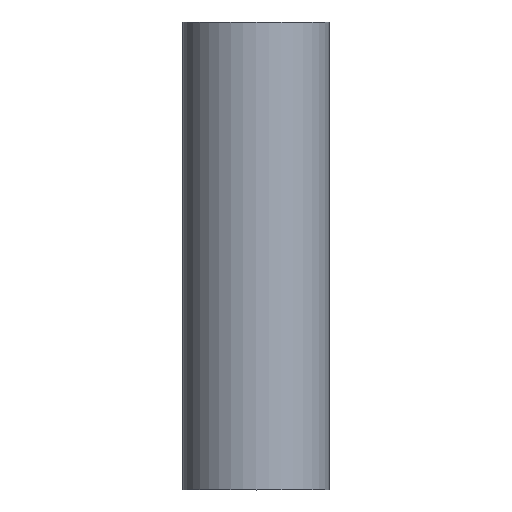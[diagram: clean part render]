
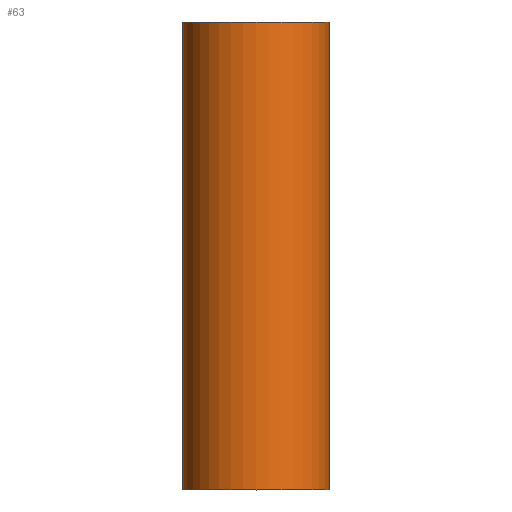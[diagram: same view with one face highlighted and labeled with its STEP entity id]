
A CAD part, top view. The second image highlights one B-rep face of the part: STEP entity #63.
In plain terms, the highlighted cylindrical face has radius 1.75 mm (diameter 3.5 mm), a full revolution.
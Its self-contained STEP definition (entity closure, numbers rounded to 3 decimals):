
#21=FACE_OUTER_BOUND('',#25,.T.);
#25=EDGE_LOOP('',(#52,#53,#54,#55));
#31=LINE('',#119,#33);
#33=VECTOR('',#101,1.75);
#36=CIRCLE('',#84,1.75);
#37=CIRCLE('',#85,1.75);
#40=VERTEX_POINT('',#116);
#41=VERTEX_POINT('',#118);
#45=EDGE_CURVE('',#40,#40,#36,.T.);
#46=EDGE_CURVE('',#40,#41,#31,.T.);
#47=EDGE_CURVE('',#41,#41,#37,.T.);
#52=ORIENTED_EDGE('',*,*,#45,.F.);
#53=ORIENTED_EDGE('',*,*,#46,.T.);
#54=ORIENTED_EDGE('',*,*,#47,.T.);
#55=ORIENTED_EDGE('',*,*,#46,.F.);
#61=CYLINDRICAL_SURFACE('',#83,1.75);
#63=ADVANCED_FACE('',(#21),#61,.T.);
#83=AXIS2_PLACEMENT_3D('',#115,#97,#98);
#84=AXIS2_PLACEMENT_3D('',#117,#99,#100);
#85=AXIS2_PLACEMENT_3D('',#120,#102,#103);
#97=DIRECTION('center_axis',(0.,1.,0.));
#98=DIRECTION('ref_axis',(1.,0.,0.));
#99=DIRECTION('center_axis',(0.,1.,0.));
#100=DIRECTION('ref_axis',(1.,0.,0.));
#101=DIRECTION('',(0.,-1.,0.));
#102=DIRECTION('center_axis',(0.,1.,0.));
#103=DIRECTION('ref_axis',(1.,0.,0.));
#115=CARTESIAN_POINT('Origin',(0.,0.,0.));
#116=CARTESIAN_POINT('',(-1.75,11.2,0.));
#117=CARTESIAN_POINT('Origin',(0.,11.2,0.));
#118=CARTESIAN_POINT('',(-1.75,0.,0.));
#119=CARTESIAN_POINT('',(-1.75,0.,0.));
#120=CARTESIAN_POINT('Origin',(0.,0.,0.));
